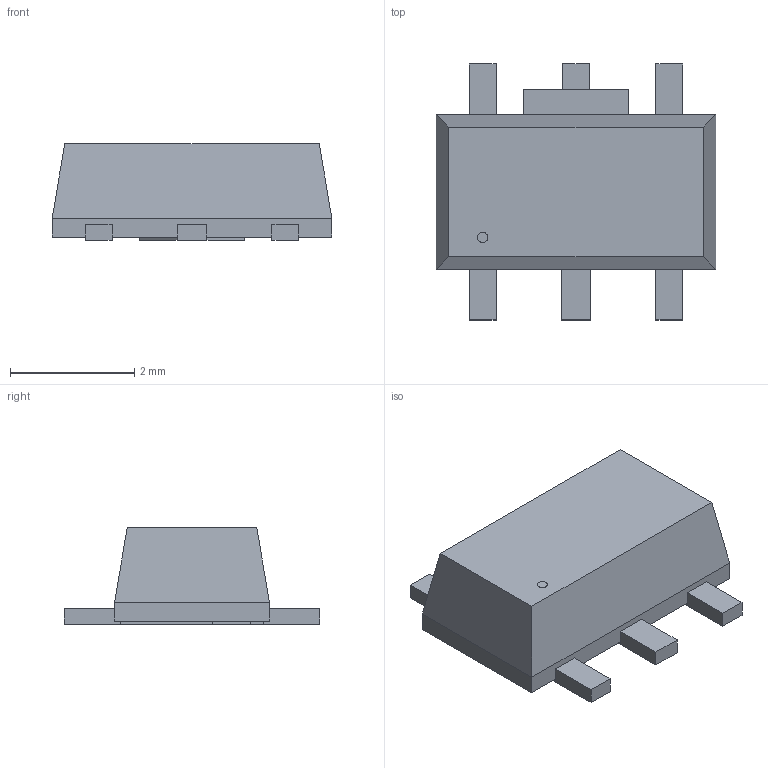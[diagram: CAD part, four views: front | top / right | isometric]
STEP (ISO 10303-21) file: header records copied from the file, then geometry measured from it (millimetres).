
FILE_DESCRIPTION(('STEP AP214'),'1');
FILE_NAME('SOT-89-5','2019-02-22T11:34:48',(''),(''),'','','');
FILE_SCHEMA(('AUTOMOTIVE_DESIGN'));
Length unit declared in the file: millimetre
Products named in the file (1): product
Bounding box: 4.5 x 4.11 x 1.55 mm (x, y, z)
Volume: 0 mm3; surface area: 59.6 mm2
Topology: 1 solids, 89 shells, 91 faces, 367 edges, 366 vertices
Faces by surface type: plane 90, cylinder 1
Full cylindrical faces by diameter (mm): 0.166 x1
Entity records: 4180 total; most frequent: CARTESIAN_POINT 825, VERTEX_POINT 730, DIRECTION 554, ORIENTED_EDGE 368, EDGE_CURVE 366, LINE 364, VECTOR 364, AXIS2_PLACEMENT_3D 95
